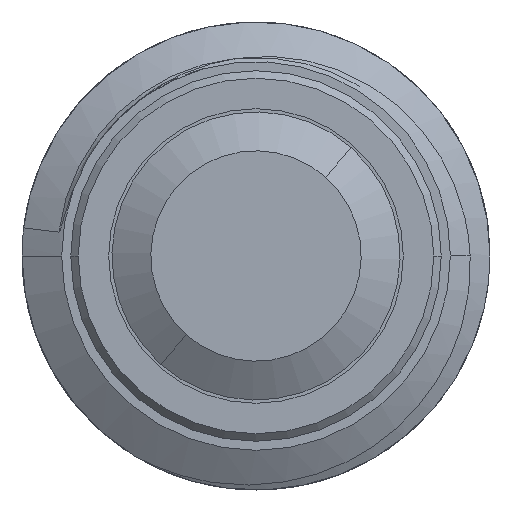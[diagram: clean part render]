
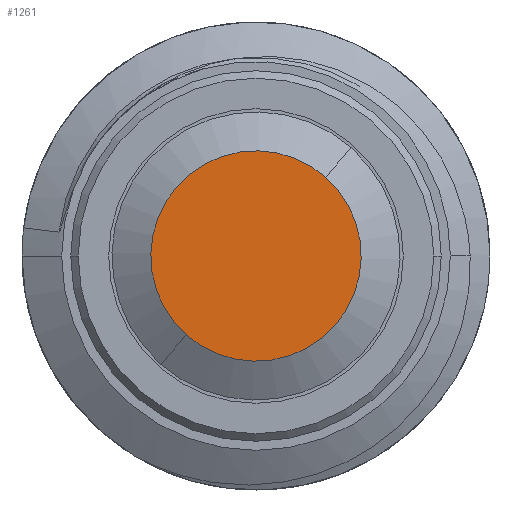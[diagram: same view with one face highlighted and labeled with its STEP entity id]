
A CAD part, front view. The second image highlights one B-rep face of the part: STEP entity #1261.
In plain terms, the highlighted face is planar.
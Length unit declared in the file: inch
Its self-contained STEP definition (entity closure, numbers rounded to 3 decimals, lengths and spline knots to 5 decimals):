
#29 = CARTESIAN_POINT ( 'NONE',  ( 0., 0., 0.34375 ) ) ;
#119 = ORIENTED_EDGE ( 'NONE', *, *, #4828, .T. ) ;
#1110 = FACE_OUTER_BOUND ( 'NONE', #2949, .T. ) ;
#1175 = VERTEX_POINT ( 'NONE', #5702 ) ;
#1238 = DIRECTION ( 'NONE',  ( 1., 0., 0. ) ) ;
#1261 = ADVANCED_FACE ( 'NONE', ( #1110 ), #4934, .T. ) ;
#1901 = CIRCLE ( 'NONE', #5622, 0.14054 ) ;
#2399 = AXIS2_PLACEMENT_3D ( 'NONE', #2438, #3026, #3407 ) ;
#2438 = CARTESIAN_POINT ( 'NONE',  ( 0., 0., 0.34375 ) ) ;
#2881 = VERTEX_POINT ( 'NONE', #4533 ) ;
#2949 = EDGE_LOOP ( 'NONE', ( #5046, #119 ) ) ;
#3026 = DIRECTION ( 'NONE',  ( 0., 0., 1. ) ) ;
#3407 = DIRECTION ( 'NONE',  ( 1., 0., 0. ) ) ;
#3659 = DIRECTION ( 'NONE',  ( 0., 0., 1. ) ) ;
#3720 = AXIS2_PLACEMENT_3D ( 'NONE', #4354, #5268, #4914 ) ;
#4354 = CARTESIAN_POINT ( 'NONE',  ( 0., 0., 0.34375 ) ) ;
#4533 = CARTESIAN_POINT ( 'NONE',  ( -0.14054, 0., 0.34375 ) ) ;
#4828 = EDGE_CURVE ( 'NONE', #1175, #2881, #1901, .T. ) ;
#4914 = DIRECTION ( 'NONE',  ( 1., 0., 0. ) ) ;
#4934 = PLANE ( 'NONE',  #2399 ) ;
#5046 = ORIENTED_EDGE ( 'NONE', *, *, #5257, .T. ) ;
#5218 = CIRCLE ( 'NONE', #3720, 0.14054 ) ;
#5257 = EDGE_CURVE ( 'NONE', #2881, #1175, #5218, .T. ) ;
#5268 = DIRECTION ( 'NONE',  ( 0., 0., 1. ) ) ;
#5622 = AXIS2_PLACEMENT_3D ( 'NONE', #29, #3659, #1238 ) ;
#5702 = CARTESIAN_POINT ( 'NONE',  ( 0.14054, 0., 0.34375 ) ) ;
